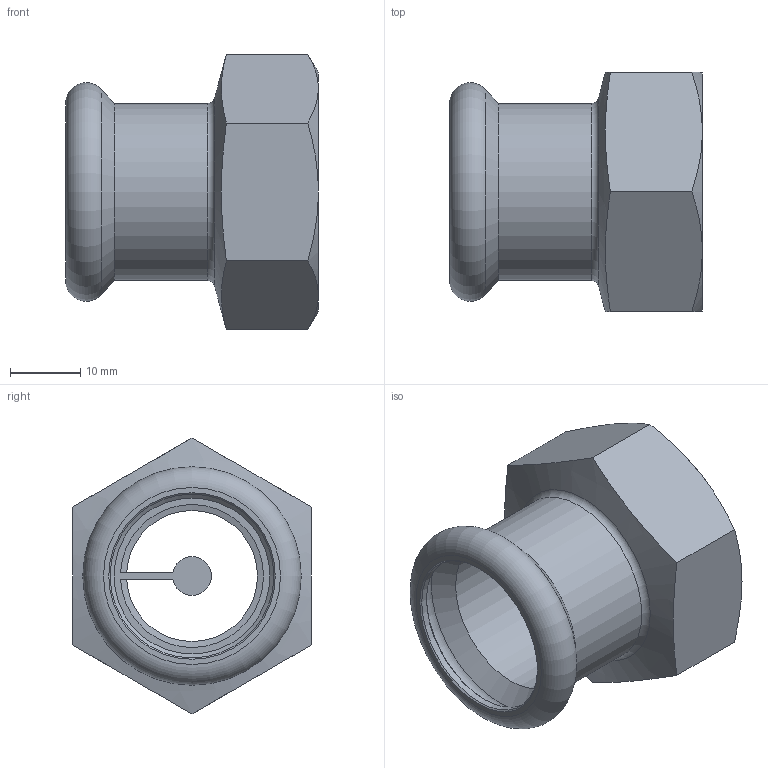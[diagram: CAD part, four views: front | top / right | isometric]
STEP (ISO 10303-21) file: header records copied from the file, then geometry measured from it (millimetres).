
FILE_DESCRIPTION(/* description */ (''),/* implementation_level */ '2;1');
FILE_NAME(/* name */ '31805.stp',/* time_stamp */ '2014-04-03T18:49:50+02:00',/* author */ ('bruh'),/* organization */ (''),/* preprocessor_version */ 'ST-DEVELOPER v15.2',/* originating_system */ 'Autodesk Inventor 2014',/* authorisation */ '');
FILE_SCHEMA (('AUTOMOTIVE_DESIGN { 1 0 10303 214 3 1 1 }'));
Length unit declared in the file: millimetre
Products named in the file (2): 100945; 31805
Bounding box: 36 x 34 x 39.26 mm (x, y, z)
Volume: 13090.4 mm3; surface area: 7639.4 mm2
Topology: 1 solids, 1 shells, 35 faces, 75 edges, 45 vertices
Faces by surface type: plane 13, cone 13, cylinder 6, torus 3
Full cylindrical faces by diameter (mm): 18.631 x1, 22.2 x1, 23.3 x1, 25.2 x1
Entity records: 887 total; most frequent: CARTESIAN_POINT 176, DIRECTION 144, ORIENTED_EDGE 118, AXIS2_PLACEMENT_3D 65, EDGE_CURVE 59, EDGE_LOOP 54, VERTEX_POINT 43, ADVANCED_FACE 35
